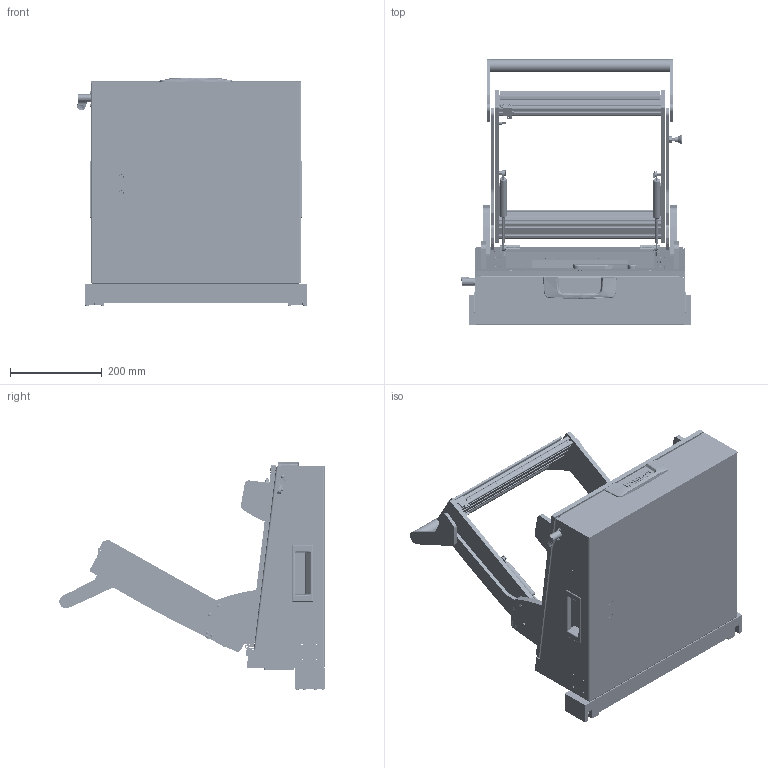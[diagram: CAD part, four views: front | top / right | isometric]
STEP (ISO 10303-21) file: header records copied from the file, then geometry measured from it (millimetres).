
FILE_DESCRIPTION (( 'STEP AP214' ), '1' );
FILE_NAME ('INGUN_33462_open.STEP', '2021-02-26T09:41:40', ( '' ), ( '' ), 'SwSTEP 2.0', 'SolidWorks 2018', '' );
FILE_SCHEMA (( 'AUTOMOTIVE_DESIGN' ));
Length unit declared in the file: millimetre
Products named in the file (123): ISO7380~n_M04,0x008; K_02038~0; 39892~6_KUNDE<S>; 107975~3_S; 8804~0; 48726~2_S; 45545~0_S; DIN7991~n_M05,0x016; DIN6325~n_02,0m6x020; ISO7380~n_M03,0x016; 35716~2; 53839~0_S; 55712~0_KUNDE<S>; 30112~0; 48728~1_S; 110322~4_S; DIN6325~n_04,0m6x016; 39894~2_KUNDE<S>; 35648~16; 30915~0; 20902~0; ISO7380~n_M05,0x008; DIN988~n_06x12x0,1; DIN6325~n_03,0m6x010; ISO7380~n_M04,0x020; ISO7380~n_M05,0x030; 109934~0_KUNDE<S>; 29805~4_geschlossen<S>; 39893~3_KUNDE<S>; 109146~2; 53837~3_KUNDE<S>; 57801~2_S; ISO7380~n_M05,0x020; 30758_01~0_S; 109770~0_offen<S>; 30758_02~0_S; DIN912~n_M04,0x020; K_02037~0_Standard ohne Dyn Punkt<Standard>; 109951~0_KUNDE<S>; DIN985-A2~n_M05,0 ...
Assembly tree (218 placements, depth 6):
  INGUN_33462_open
    32660~3_KUNDE offen ohne RW und GF<S>
      32505~6_offen ohne RW und GF<S>
        32172~8
        30758~0_S  x2
          30758_01~0_S
          30758_02~0_S
        20902~0
        21332~0_MA 2112<Standard>
          21332_02~0
          21332_01~0
        53032~0_S
        32171~0_S
        32462~0_S
        29805~4_geschlossen<S>
          110322~4_S
          110705~1_S
          30984~0_S
          110231~1_S
          110443~0_S
          30112~0
          ISO7380~n_M05,0x030
          ISO7380~n_M04,0x008  x2
          DIN914~n_M04,0x05
        35334~0_S
        ISO7380~n_M03,0x016  x3
        DIN7991~n_M05,0x016
        DIN7991~n_M05,0x012  x2
        DIN985-A2~n_M04,0  x3
        8804~0
        DIN125~n_04,3 M04,0  x2
      35650~11_KUNDE offen<S>
        109770~0_offen<S>
          35648~16
          35661~4_S
          35662~11_S
          35663~9_S
          2281~0_180ø<Standard>  x2
            2281~0
          37188~1_S  x2
          53031~0_S
          35649~1_S
          35651~1_S
          31253~0_S
          30955~0_S
          30915~0
          ASR~-a-s-r_拱04,2x07x拌8  x2
          2528~0  x2
          31109~0
          35664~1_S
          48727~1_S
            48726~2_S
            DIN6325~n_04,0m6x012
            48565~1_S
            DIN912~n_M04,0x020  x2
            DIN125~n_06,4 M06,0 Fase
            DIN125~n_04,3 M04,0  x2
            49317~0
          48728~1_S
            48726~2_S
Bounding box: 501.2 x 579.49 x 500.02 mm (x, y, z)
Volume: 4962310.5 mm3; surface area: 2669940.5 mm2
Topology: 227 solids, 227 shells, 5778 faces, 14547 edges, 9224 vertices
Faces by surface type: cylinder 2589, plane 2000, cone 775, bspline 235, torus 111, sphere 68
Entity records: 135203 total; most frequent: CARTESIAN_POINT 31146, DIRECTION 20377, ORIENTED_EDGE 18646, EDGE_CURVE 9323, AXIS2_PLACEMENT_3D 7742, VERTEX_POINT 6003, LINE 4893, VECTOR 4893
